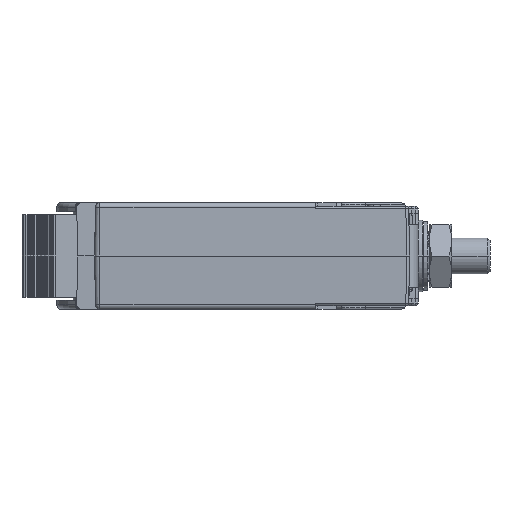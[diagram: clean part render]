
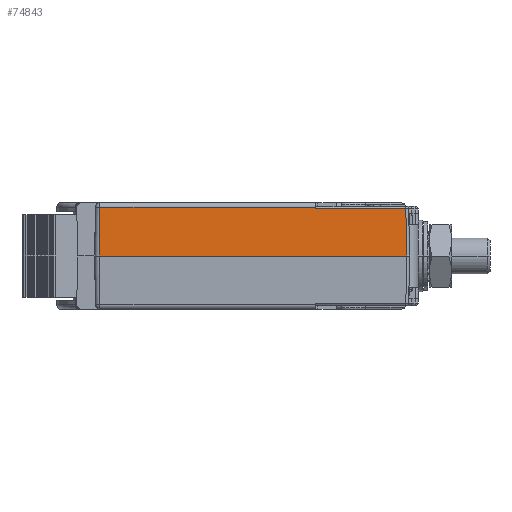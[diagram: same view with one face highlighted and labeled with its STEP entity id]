
A CAD part, left-side view. The second image highlights one B-rep face of the part: STEP entity #74843.
In plain terms, the highlighted planar face has unit normal (-1, 0, 0.018).
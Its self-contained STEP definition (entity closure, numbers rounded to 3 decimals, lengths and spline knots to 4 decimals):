
#26972=DIRECTION('',(0.017,-0.017,1.));
#26973=VECTOR('',#26972,0.3416);
#26974=CARTESIAN_POINT('',(-1.375,0.154,0.));
#26975=LINE('',#26974,#26973);
#26976=DIRECTION('',(0.,-1.,0.));
#26977=VECTOR('',#26976,1.507);
#26978=CARTESIAN_POINT('',(-1.369,0.148,
0.3415));
#26979=LINE('',#26978,#26977);
#26980=DIRECTION('',(0.017,0.,1.));
#26981=VECTOR('',#26980,0.0132);
#26982=CARTESIAN_POINT('',(-1.3693,-1.359,0.3283));
#26983=LINE('',#26982,#26981);
#26984=DIRECTION('',(0.,-1.,0.));
#26985=VECTOR('',#26984,0.6293);
#26986=CARTESIAN_POINT('',(-1.3693,-1.359,0.3283));
#26987=LINE('',#26986,#26985);
#26988=DIRECTION('',(-0.017,-0.017,-1.));
#26989=VECTOR('',#26988,0.3284);
#26990=CARTESIAN_POINT('',(-1.3693,-1.9883,
0.3283));
#26991=LINE('',#26990,#26989);
#26992=DIRECTION('',(0.,-1.,0.));
#26993=VECTOR('',#26992,2.148);
#26994=CARTESIAN_POINT('',(-1.375,0.154,0.));
#26995=LINE('',#26994,#26993);
#42640=CARTESIAN_POINT('',(-1.369,0.148,
0.3415));
#42641=CARTESIAN_POINT('',(-1.369,-1.359,0.3415));
#42642=VERTEX_POINT('',#42640);
#42643=VERTEX_POINT('',#42641);
#42688=CARTESIAN_POINT('',(-1.3693,-1.9883,
0.3283));
#42689=VERTEX_POINT('',#42688);
#42690=CARTESIAN_POINT('',(-1.3693,-1.359,0.3283));
#42692=VERTEX_POINT('',#42690);
#44846=CARTESIAN_POINT('',(-1.375,0.154,0.));
#44847=CARTESIAN_POINT('',(-1.375,-1.994,0.));
#44848=VERTEX_POINT('',#44846);
#44849=VERTEX_POINT('',#44847);
#74826=CARTESIAN_POINT('',(-1.375,-2.479,0.));
#74827=DIRECTION('',(-1.,0.,0.017));
#74828=DIRECTION('',(0.,-1.,0.));
#74829=AXIS2_PLACEMENT_3D('',#74826,#74827,#74828);
#74830=PLANE('',#74829);
#74832=ORIENTED_EDGE('',*,*,#74831,.F.);
#74834=ORIENTED_EDGE('',*,*,#74833,.T.);
#74836=ORIENTED_EDGE('',*,*,#74835,.T.);
#74838=ORIENTED_EDGE('',*,*,#74837,.F.);
#74839=ORIENTED_EDGE('',*,*,#47744,.T.);
#74840=ORIENTED_EDGE('',*,*,#74819,.T.);
#74841=EDGE_LOOP('',(#74832,#74834,#74836,#74838,#74839,#74840));
#74842=FACE_OUTER_BOUND('',#74841,.F.);
#47744=EDGE_CURVE('',#42692,#42689,#26987,.T.);
#74819=EDGE_CURVE('',#42689,#44849,#26991,.T.);
#74831=EDGE_CURVE('',#44848,#44849,#26995,.T.);
#74833=EDGE_CURVE('',#44848,#42642,#26975,.T.);
#74835=EDGE_CURVE('',#42642,#42643,#26979,.T.);
#74837=EDGE_CURVE('',#42692,#42643,#26983,.T.);
#74843=ADVANCED_FACE('',(#74842),#74830,.T.);
